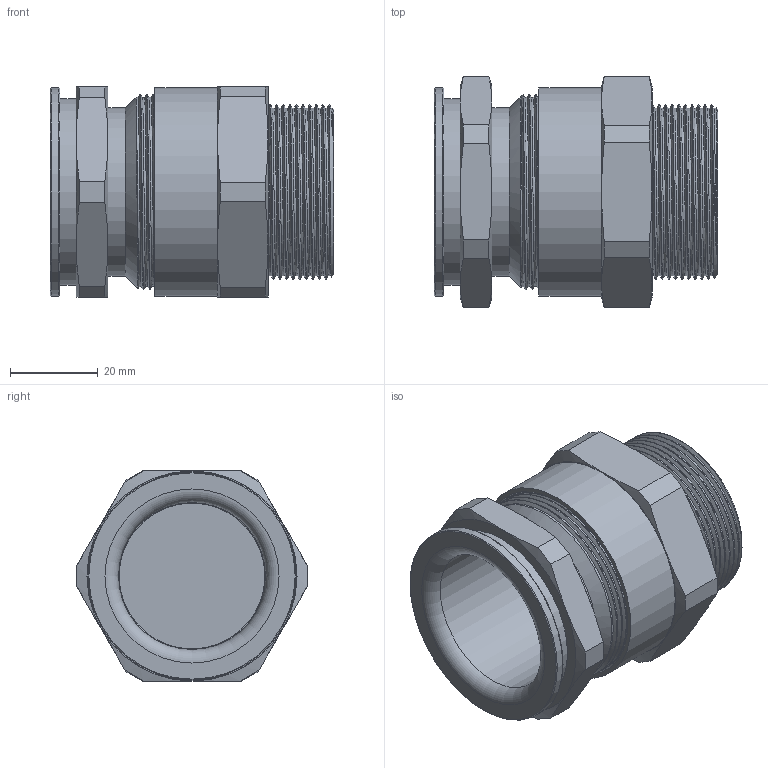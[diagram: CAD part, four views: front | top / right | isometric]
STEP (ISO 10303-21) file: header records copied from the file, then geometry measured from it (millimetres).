
FILE_DESCRIPTION(/* description */ ('ADE-1F2 M 40x1,5'),/* implementation_level */ '2;1');
FILE_NAME(/* name */ '00806904V1-RST.stp',/* time_stamp */ '2020-03-03T14:45:14+01:00',/* author */ ('sl'),/* organization */ (''),/* preprocessor_version */ 'ST-DEVELOPER v16.5',/* originating_system */ 'Autodesk Inventor 2017',/* authorisation */ '');
FILE_SCHEMA (('AUTOMOTIVE_DESIGN { 1 0 10303 214 3 1 1 }'));
Length unit declared in the file: millimetre
Products named in the file (5): 00806904V1; 00806904V1_1; 00806904V1_2; 00806904V1_3; 00806904V1_4
Assembly tree (4 placements, depth 2):
  00806904V1
    00806904V1_1
    00806904V1_2
    00806904V1_3
    00806904V1_4
Bounding box: 64.73 x 52.92 x 48 mm (x, y, z)
Volume: 43195.6 mm3; surface area: 34202.8 mm2
Topology: 4 solids, 4 shells, 121 faces, 267 edges, 166 vertices
Faces by surface type: plane 45, cone 32, cylinder 30, torus 8, bspline 6
Full cylindrical faces by diameter (mm): 33.3 x1, 33.75 x1, 34.09 x1, 34.4 x1, 35.2 x1, 37.09 x1, 38.43 x1, 40.5 x1, 42.67 x1, 43.06 x2, 43.15 x1, 43.6 x10, 47.52 x1, 47.7 x1
Entity records: 7562 total; most frequent: CARTESIAN_POINT 5324, DIRECTION 438, ORIENTED_EDGE 402, AXIS2_PLACEMENT_3D 207, EDGE_CURVE 201, EDGE_LOOP 160, VERTEX_POINT 141, FACE_OUTER_BOUND 111
